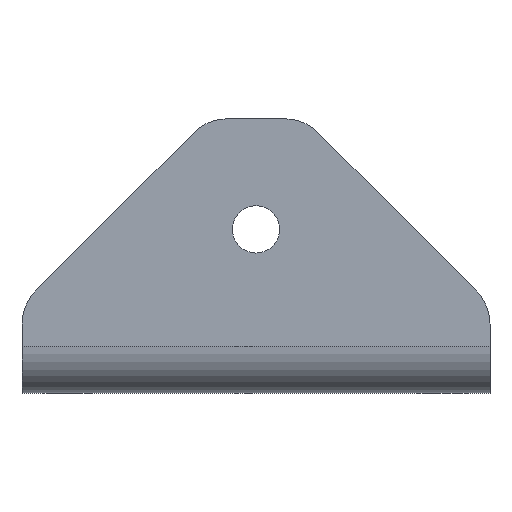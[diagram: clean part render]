
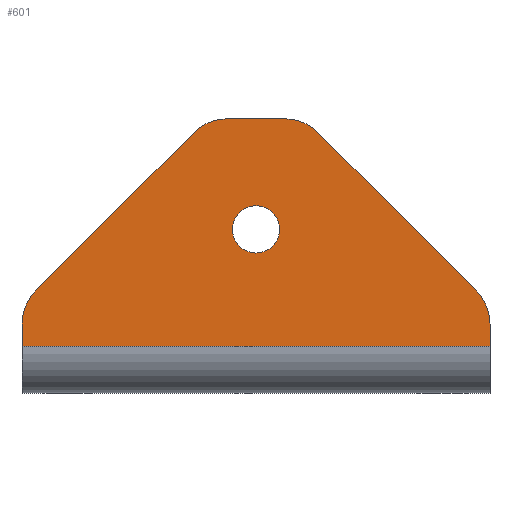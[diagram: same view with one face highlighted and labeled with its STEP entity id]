
A CAD part, front view. The second image highlights one B-rep face of the part: STEP entity #601.
In plain terms, the highlighted planar face has unit normal (0, -1, 0).
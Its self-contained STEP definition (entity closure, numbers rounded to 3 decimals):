
#19 = DIRECTION ( 'NONE',  ( 0., 0., -1. ) ) ;
#21 = DIRECTION ( 'NONE',  ( 0., -1., 0. ) ) ;
#24 = CARTESIAN_POINT ( 'NONE',  ( 50., -10., 35. ) ) ;
#29 = VERTEX_POINT ( 'NONE', #40 ) ;
#31 = AXIS2_PLACEMENT_3D ( 'NONE', #711, #709, #708 ) ;
#40 = CARTESIAN_POINT ( 'NONE',  ( 50., -10., 40.05 ) ) ;
#77 = DIRECTION ( 'NONE',  ( 0., 0., 1. ) ) ;
#79 = CIRCLE ( 'NONE', #1258, 10. ) ;
#84 = AXIS2_PLACEMENT_3D ( 'NONE', #810, #807, #802 ) ;
#93 = VECTOR ( 'NONE', #1269, 1000. ) ;
#130 = VECTOR ( 'NONE', #634, 1000. ) ;
#131 = LINE ( 'NONE', #648, #130 ) ;
#158 = ORIENTED_EDGE ( 'NONE', *, *, #672, .F. ) ;
#161 = AXIS2_PLACEMENT_3D ( 'NONE', #1062, #1058, #1056 ) ;
#185 = CIRCLE ( 'NONE', #31, 10. ) ;
#214 = CIRCLE ( 'NONE', #84, 10. ) ;
#238 = EDGE_LOOP ( 'NONE', ( #811, #1224 ) ) ;
#241 = DIRECTION ( 'NONE',  ( 0., -1., 0. ) ) ;
#246 = PLANE ( 'NONE',  #808 ) ;
#247 = AXIS2_PLACEMENT_3D ( 'NONE', #24, #21, #19 ) ;
#327 = CARTESIAN_POINT ( 'NONE',  ( 100., -10., 14.777 ) ) ;
#331 = LINE ( 'NONE', #1047, #338 ) ;
#338 = VECTOR ( 'NONE', #1041, 1000. ) ;
#343 = LINE ( 'NONE', #1195, #347 ) ;
#347 = VECTOR ( 'NONE', #1188, 1000. ) ;
#367 = AXIS2_PLACEMENT_3D ( 'NONE', #1301, #241, #378 ) ;
#378 = DIRECTION ( 'NONE',  ( 0., 0., 1. ) ) ;
#381 = DIRECTION ( 'NONE',  ( -0.707, 0., -0.707 ) ) ;
#395 = CIRCLE ( 'NONE', #161, 5.05 ) ;
#408 = CIRCLE ( 'NONE', #247, 5.05 ) ;
#438 = VECTOR ( 'NONE', #381, 1000. ) ;
#442 = CIRCLE ( 'NONE', #367, 10. ) ;
#470 = LINE ( 'NONE', #487, #438 ) ;
#476 = FACE_BOUND ( 'NONE', #238, .T. ) ;
#487 = CARTESIAN_POINT ( 'NONE',  ( 0., -10., 18.92 ) ) ;
#514 = VECTOR ( 'NONE', #1302, 1000. ) ;
#532 = DIRECTION ( 'NONE',  ( 0., 0., 1. ) ) ;
#536 = DIRECTION ( 'NONE',  ( 0., -1., 0. ) ) ;
#540 = CARTESIAN_POINT ( 'NONE',  ( 90., -10., 14.777 ) ) ;
#557 = ORIENTED_EDGE ( 'NONE', *, *, #1208, .T. ) ;
#573 = ORIENTED_EDGE ( 'NONE', *, *, #713, .T. ) ;
#591 = CARTESIAN_POINT ( 'NONE',  ( 63.229, -10., 55.691 ) ) ;
#592 = ORIENTED_EDGE ( 'NONE', *, *, #1027, .T. ) ;
#601 = ADVANCED_FACE ( 'NONE', ( #476, #1215 ), #246, .F. ) ;
#625 = EDGE_CURVE ( 'NONE', #791, #728, #1124, .T. ) ;
#627 = EDGE_LOOP ( 'NONE', ( #850, #557, #1077, #681, #1005, #573, #936, #592, #873, #158 ) ) ;
#629 = CARTESIAN_POINT ( 'NONE',  ( 43.842, -10., 58.62 ) ) ;
#634 = DIRECTION ( 'NONE',  ( -0.707, 0., 0.707 ) ) ;
#648 = CARTESIAN_POINT ( 'NONE',  ( 60.3, -10., 58.62 ) ) ;
#650 = CARTESIAN_POINT ( 'NONE',  ( 36.771, -10., 55.691 ) ) ;
#672 = EDGE_CURVE ( 'NONE', #791, #963, #816, .T. ) ;
#681 = ORIENTED_EDGE ( 'NONE', *, *, #956, .T. ) ;
#690 = CARTESIAN_POINT ( 'NONE',  ( 100., -10., 5. ) ) ;
#701 = CARTESIAN_POINT ( 'NONE',  ( 50., -10., 29.95 ) ) ;
#708 = DIRECTION ( 'NONE',  ( 0., 0., 1. ) ) ;
#709 = DIRECTION ( 'NONE',  ( 0., -1., 0. ) ) ;
#711 = CARTESIAN_POINT ( 'NONE',  ( 10., -10., 14.777 ) ) ;
#712 = EDGE_CURVE ( 'NONE', #1137, #999, #470, .T. ) ;
#713 = EDGE_CURVE ( 'NONE', #1134, #1137, #442, .T. ) ;
#728 = VERTEX_POINT ( 'NONE', #327 ) ;
#742 = EDGE_CURVE ( 'NONE', #1072, #29, #408, .T. ) ;
#766 = CARTESIAN_POINT ( 'NONE',  ( 2.929, -10., 21.849 ) ) ;
#786 = VERTEX_POINT ( 'NONE', #1203 ) ;
#791 = VERTEX_POINT ( 'NONE', #1250 ) ;
#797 = EDGE_CURVE ( 'NONE', #877, #963, #343, .T. ) ;
#802 = DIRECTION ( 'NONE',  ( 0., 0., 1. ) ) ;
#807 = DIRECTION ( 'NONE',  ( 0., -1., 0. ) ) ;
#808 = AXIS2_PLACEMENT_3D ( 'NONE', #690, #819, #77 ) ;
#810 = CARTESIAN_POINT ( 'NONE',  ( 56.158, -10., 48.62 ) ) ;
#811 = ORIENTED_EDGE ( 'NONE', *, *, #742, .F. ) ;
#813 = CARTESIAN_POINT ( 'NONE',  ( 0., -10., 10. ) ) ;
#816 = LINE ( 'NONE', #1267, #93 ) ;
#817 = EDGE_CURVE ( 'NONE', #29, #1072, #395, .T. ) ;
#819 = DIRECTION ( 'NONE',  ( 0., 1., 0. ) ) ;
#828 = EDGE_CURVE ( 'NONE', #862, #1134, #331, .T. ) ;
#850 = ORIENTED_EDGE ( 'NONE', *, *, #625, .T. ) ;
#862 = VERTEX_POINT ( 'NONE', #1007 ) ;
#873 = ORIENTED_EDGE ( 'NONE', *, *, #797, .T. ) ;
#877 = VERTEX_POINT ( 'NONE', #918 ) ;
#918 = CARTESIAN_POINT ( 'NONE',  ( 0., -10., 14.777 ) ) ;
#936 = ORIENTED_EDGE ( 'NONE', *, *, #712, .T. ) ;
#956 = EDGE_CURVE ( 'NONE', #1196, #862, #214, .T. ) ;
#963 = VERTEX_POINT ( 'NONE', #813 ) ;
#999 = VERTEX_POINT ( 'NONE', #766 ) ;
#1005 = ORIENTED_EDGE ( 'NONE', *, *, #828, .T. ) ;
#1007 = CARTESIAN_POINT ( 'NONE',  ( 56.158, -10., 58.62 ) ) ;
#1027 = EDGE_CURVE ( 'NONE', #999, #877, #185, .T. ) ;
#1041 = DIRECTION ( 'NONE',  ( -1., 0., 0. ) ) ;
#1047 = CARTESIAN_POINT ( 'NONE',  ( 100., -10., 58.62 ) ) ;
#1056 = DIRECTION ( 'NONE',  ( 0., 0., -1. ) ) ;
#1058 = DIRECTION ( 'NONE',  ( 0., -1., 0. ) ) ;
#1062 = CARTESIAN_POINT ( 'NONE',  ( 50., -10., 35. ) ) ;
#1072 = VERTEX_POINT ( 'NONE', #701 ) ;
#1077 = ORIENTED_EDGE ( 'NONE', *, *, #1117, .T. ) ;
#1117 = EDGE_CURVE ( 'NONE', #786, #1196, #131, .T. ) ;
#1124 = LINE ( 'NONE', #1292, #514 ) ;
#1134 = VERTEX_POINT ( 'NONE', #629 ) ;
#1137 = VERTEX_POINT ( 'NONE', #650 ) ;
#1188 = DIRECTION ( 'NONE',  ( 0., 0., -1. ) ) ;
#1195 = CARTESIAN_POINT ( 'NONE',  ( 0., -10., 5. ) ) ;
#1196 = VERTEX_POINT ( 'NONE', #591 ) ;
#1203 = CARTESIAN_POINT ( 'NONE',  ( 97.071, -10., 21.849 ) ) ;
#1208 = EDGE_CURVE ( 'NONE', #728, #786, #79, .T. ) ;
#1215 = FACE_OUTER_BOUND ( 'NONE', #627, .T. ) ;
#1224 = ORIENTED_EDGE ( 'NONE', *, *, #817, .F. ) ;
#1250 = CARTESIAN_POINT ( 'NONE',  ( 100., -10., 10. ) ) ;
#1258 = AXIS2_PLACEMENT_3D ( 'NONE', #540, #536, #532 ) ;
#1267 = CARTESIAN_POINT ( 'NONE',  ( 0., -10., 10. ) ) ;
#1269 = DIRECTION ( 'NONE',  ( -1., 0., 0. ) ) ;
#1292 = CARTESIAN_POINT ( 'NONE',  ( 100., -10., 5. ) ) ;
#1301 = CARTESIAN_POINT ( 'NONE',  ( 43.842, -10., 48.62 ) ) ;
#1302 = DIRECTION ( 'NONE',  ( 0., 0., 1. ) ) ;
